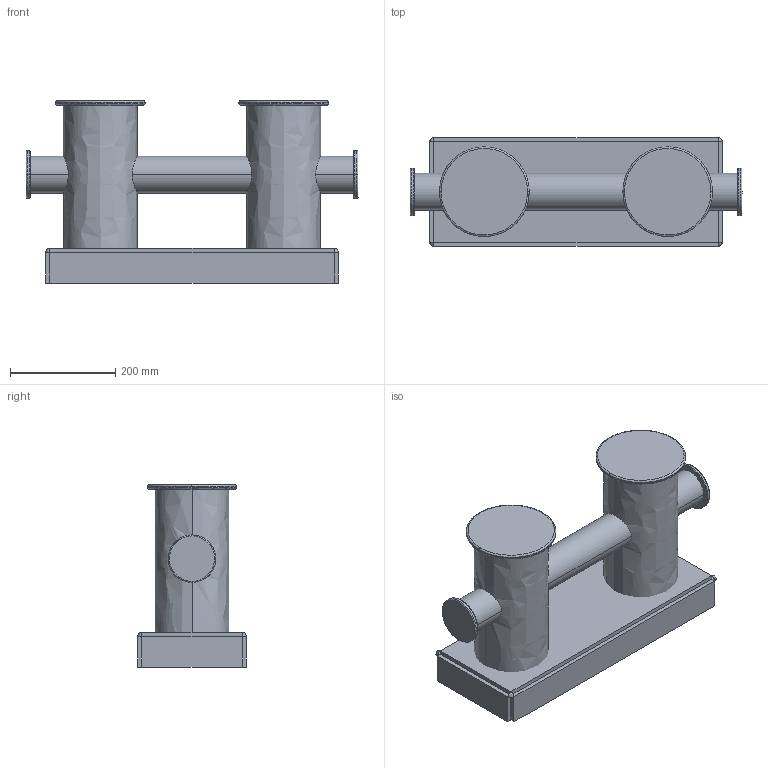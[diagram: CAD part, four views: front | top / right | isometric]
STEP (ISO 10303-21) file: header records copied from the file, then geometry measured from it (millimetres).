
FILE_DESCRIPTION(/* description */ (''),/* implementation_level */ '2;1');
FILE_NAME(/* name */ 'Mooring bitt GOST 11265-73',/* time_stamp */ '2013-06-23T22:43:05+03:00',/* author */ (''),/* organization */ (''),/* preprocessor_version */ 'ST-DEVELOPER v10',/* originating_system */ '',/* authorisation */ '');
FILE_SCHEMA (('CONFIG_CONTROL_DESIGN'));
Length unit declared in the file: millimetre
Products named in the file (1): 1
Bounding box: 630 x 206 x 346 mm (x, y, z)
Volume: 4329166.7 mm3; surface area: 1411143.8 mm2
Topology: 22 solids, 38 shells, 185 faces, 410 edges, 254 vertices
Faces by surface type: bspline 135, plane 50
Entity records: 7398 total; most frequent: CARTESIAN_POINT 4820, ORIENTED_EDGE 778, EDGE_CURVE 403, VERTEX_POINT 262, B_SPLINE_CURVE_WITH_KNOTS 230, EDGE_LOOP 189, ADVANCED_FACE 185, FACE_OUTER_BOUND 185
